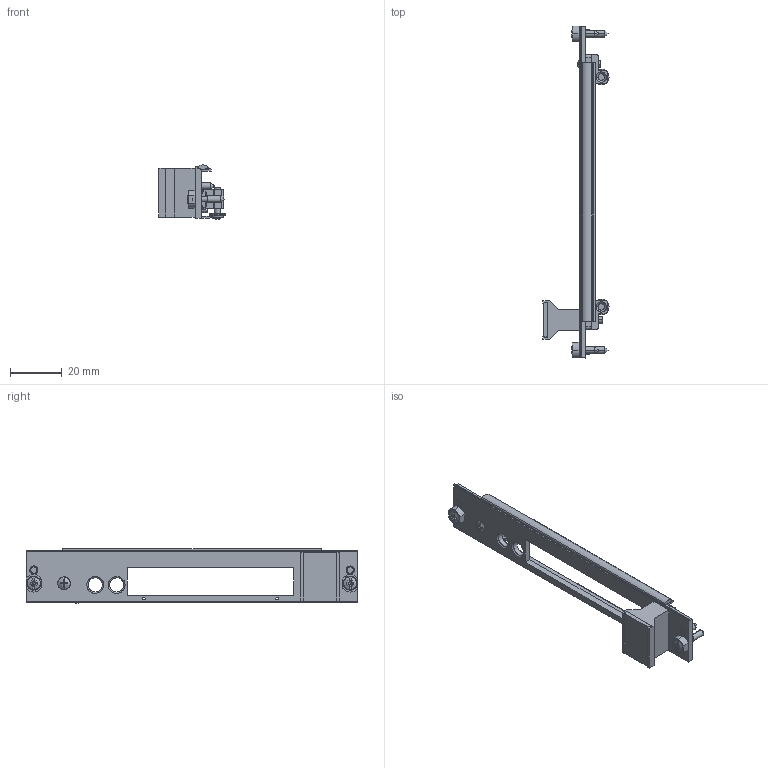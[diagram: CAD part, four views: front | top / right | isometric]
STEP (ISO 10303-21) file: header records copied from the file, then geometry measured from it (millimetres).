
FILE_DESCRIPTION(/* description */ ('Alibre Inc.'),/* implementation_level */ '2;1');
FILE_NAME(/* name */ 'export-06AFCE49-83F9-46B8-AD3B-5DEDDE087DF2',/* time_stamp */ '2023-08-21T10:44:19+02:00',/* author */ (''),/* organization */ (''),/* preprocessor_version */ 'ST-DEVELOPER v17',/* originating_system */ 'Alibre',/* authorisation */ '');
FILE_SCHEMA (('CONFIG_CONTROL_DESIGN'));
Length unit declared in the file: millimetre
Products named in the file (19): 20848664; Free-Models
Bounding box: 25.6 x 128.4 x 20.96 mm (x, y, z)
Volume: 8837.5 mm3; surface area: 12438 mm2
Topology: 18 solids, 18 shells, 737 faces, 1993 edges, 1264 vertices
Faces by surface type: bspline 729, cylinder 4, plane 4
Full cylindrical faces by diameter (mm): 1 x2, 5.5 x2
Entity records: 26090 total; most frequent: CARTESIAN_POINT 12942, ORIENTED_EDGE 3890, EDGE_CURVE 1945, VERTEX_POINT 1260, B_SPLINE_CURVE_WITH_KNOTS 1230, EDGE_LOOP 797, FACE_BOUND 797, ADVANCED_FACE 737
